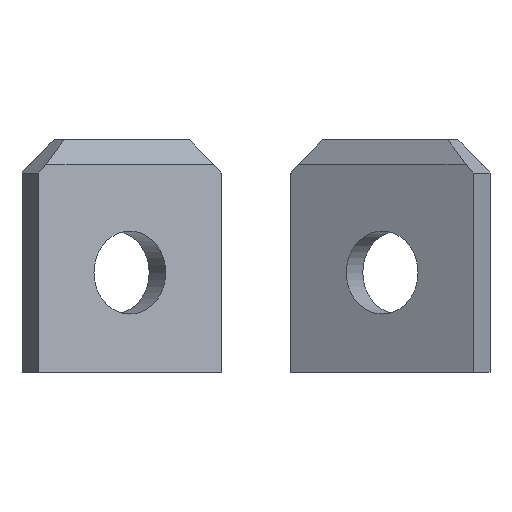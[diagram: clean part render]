
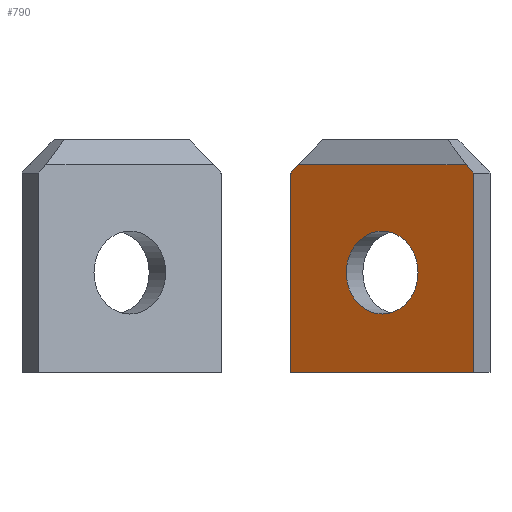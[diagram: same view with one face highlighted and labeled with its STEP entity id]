
A CAD part, front view. The second image highlights one B-rep face of the part: STEP entity #790.
In plain terms, the highlighted planar face has unit normal (-0.5, -0.866, 0).
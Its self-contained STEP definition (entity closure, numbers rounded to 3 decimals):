
#39=LINE('',#1122,#135);
#50=LINE('',#1143,#146);
#53=LINE('',#1149,#149);
#58=LINE('',#1159,#154);
#59=LINE('',#1162,#155);
#61=LINE('',#1165,#157);
#135=VECTOR('',#914,10.);
#146=VECTOR('',#931,10.);
#149=VECTOR('',#936,10.);
#154=VECTOR('',#945,10.);
#155=VECTOR('',#948,10.);
#157=VECTOR('',#952,10.);
#238=PLANE('',#859);
#272=FACE_BOUND('',#338,.T.);
#291=FACE_OUTER_BOUND('',#337,.T.);
#337=EDGE_LOOP('',(#610,#611,#612,#613,#614,#615));
#338=EDGE_LOOP('',(#616));
#382=CIRCLE('',#849,1.25);
#393=VERTEX_POINT('',#1113);
#395=VERTEX_POINT('',#1118);
#397=VERTEX_POINT('',#1121);
#404=VERTEX_POINT('',#1141);
#406=VERTEX_POINT('',#1147);
#409=VERTEX_POINT('',#1157);
#410=VERTEX_POINT('',#1161);
#465=EDGE_CURVE('',#393,#393,#382,.T.);
#468=EDGE_CURVE('',#397,#395,#39,.T.);
#479=EDGE_CURVE('',#395,#404,#50,.T.);
#482=EDGE_CURVE('',#404,#406,#53,.T.);
#487=EDGE_CURVE('',#409,#406,#58,.T.);
#488=EDGE_CURVE('',#410,#397,#59,.T.);
#490=EDGE_CURVE('',#409,#410,#61,.T.);
#610=ORIENTED_EDGE('',*,*,#468,.T.);
#611=ORIENTED_EDGE('',*,*,#479,.T.);
#612=ORIENTED_EDGE('',*,*,#482,.T.);
#613=ORIENTED_EDGE('',*,*,#487,.F.);
#614=ORIENTED_EDGE('',*,*,#490,.T.);
#615=ORIENTED_EDGE('',*,*,#488,.T.);
#616=ORIENTED_EDGE('',*,*,#465,.T.);
#790=ADVANCED_FACE('',(#291,#272),#238,.F.);
#849=AXIS2_PLACEMENT_3D('',#1114,#907,#908);
#859=AXIS2_PLACEMENT_3D('',#1164,#950,#951);
#907=DIRECTION('center_axis',(0.5,0.866,0.));
#908=DIRECTION('ref_axis',(-0.866,0.5,0.));
#914=DIRECTION('',(-0.612,0.354,0.707));
#931=DIRECTION('',(-0.866,0.5,0.));
#936=DIRECTION('',(-0.612,0.354,-0.707));
#945=DIRECTION('',(0.,0.,1.));
#948=DIRECTION('',(0.,0.,1.));
#950=DIRECTION('center_axis',(0.5,0.866,0.));
#951=DIRECTION('ref_axis',(-0.866,0.5,0.));
#952=DIRECTION('',(0.866,-0.5,0.));
#1113=CARTESIAN_POINT('',(4.882,-8.646,3.));
#1114=CARTESIAN_POINT('Origin',(3.8,-8.021,3.));
#1118=CARTESIAN_POINT('',(6.33,-9.481,6.254));
#1121=CARTESIAN_POINT('',(6.549,-9.608,6.));
#1122=CARTESIAN_POINT('',(7.632,-10.233,4.75));
#1141=CARTESIAN_POINT('',(1.27,-6.56,6.254));
#1143=CARTESIAN_POINT('',(5.174,-8.814,6.254));
#1147=CARTESIAN_POINT('',(1.05,-6.433,6.));
#1149=CARTESIAN_POINT('',(1.342,-6.602,6.338));
#1157=CARTESIAN_POINT('',(1.05,-6.433,0.));
#1159=CARTESIAN_POINT('',(1.05,-6.433,0.));
#1161=CARTESIAN_POINT('',(6.549,-9.608,0.));
#1162=CARTESIAN_POINT('',(6.549,-9.608,0.));
#1164=CARTESIAN_POINT('Origin',(6.549,-9.608,0.));
#1165=CARTESIAN_POINT('',(1.05,-6.433,0.));
